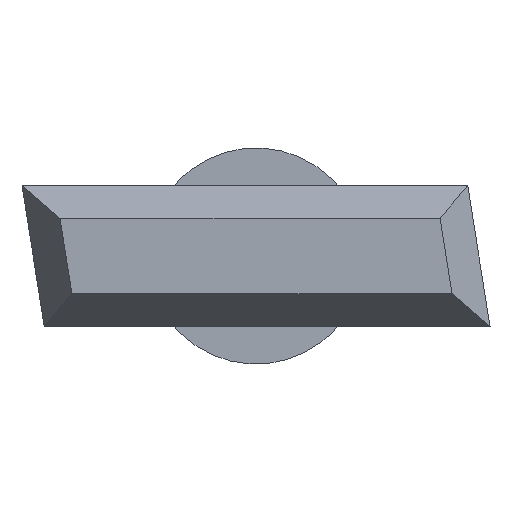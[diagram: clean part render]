
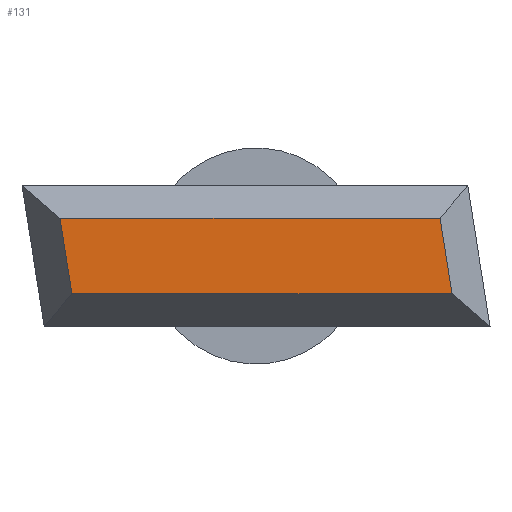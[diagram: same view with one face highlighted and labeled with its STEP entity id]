
A CAD part, front view. The second image highlights one B-rep face of the part: STEP entity #131.
In plain terms, the highlighted planar face has unit normal (0, -1, 0).
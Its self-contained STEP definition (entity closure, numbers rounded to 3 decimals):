
#20 = EDGE_LOOP ( 'NONE', ( #1409, #538, #547, #456 ) ) ;
#28 = CARTESIAN_POINT ( 'NONE',  ( 0., 0., 0. ) ) ;
#72 = EDGE_CURVE ( 'NONE', #818, #1278, #1094, .T. ) ;
#81 = DIRECTION ( 'NONE',  ( -1., 0., 0. ) ) ;
#131 = ADVANCED_FACE ( 'NONE', ( #1448 ), #629, .F. ) ;
#144 = CARTESIAN_POINT ( 'NONE',  ( -7.429, 0., -64.108 ) ) ;
#277 = VECTOR ( 'NONE', #1114, 1000. ) ;
#399 = VECTOR ( 'NONE', #1305, 1000. ) ;
#417 = LINE ( 'NONE', #1258, #654 ) ;
#437 = EDGE_CURVE ( 'NONE', #1278, #604, #739, .T. ) ;
#456 = ORIENTED_EDGE ( 'NONE', *, *, #437, .F. ) ;
#538 = ORIENTED_EDGE ( 'NONE', *, *, #977, .F. ) ;
#547 = ORIENTED_EDGE ( 'NONE', *, *, #1145, .T. ) ;
#564 = VERTEX_POINT ( 'NONE', #1508 ) ;
#604 = VERTEX_POINT ( 'NONE', #779 ) ;
#629 = PLANE ( 'NONE',  #700 ) ;
#654 = VECTOR ( 'NONE', #81, 1000. ) ;
#700 = AXIS2_PLACEMENT_3D ( 'NONE', #28, #963, #725 ) ;
#725 = DIRECTION ( 'NONE',  ( 0., 0., 1. ) ) ;
#739 = LINE ( 'NONE', #968, #277 ) ;
#779 = CARTESIAN_POINT ( 'NONE',  ( 17.029, 0., 3.5 ) ) ;
#818 = VERTEX_POINT ( 'NONE', #862 ) ;
#862 = CARTESIAN_POINT ( 'NONE',  ( -17.029, 0., -3.5 ) ) ;
#928 = LINE ( 'NONE', #1399, #399 ) ;
#963 = DIRECTION ( 'NONE',  ( 0., 1., 0. ) ) ;
#968 = CARTESIAN_POINT ( 'NONE',  ( 0., 0., 3.5 ) ) ;
#977 = EDGE_CURVE ( 'NONE', #564, #818, #417, .T. ) ;
#1075 = DIRECTION ( 'NONE',  ( -0.156, 0., 0.988 ) ) ;
#1094 = LINE ( 'NONE', #144, #1234 ) ;
#1114 = DIRECTION ( 'NONE',  ( 1., 0., 0. ) ) ;
#1145 = EDGE_CURVE ( 'NONE', #564, #604, #928, .T. ) ;
#1213 = CARTESIAN_POINT ( 'NONE',  ( -18.137, 0., 3.5 ) ) ;
#1234 = VECTOR ( 'NONE', #1075, 1000. ) ;
#1258 = CARTESIAN_POINT ( 'NONE',  ( 85.864, 0., -3.5 ) ) ;
#1278 = VERTEX_POINT ( 'NONE', #1213 ) ;
#1305 = DIRECTION ( 'NONE',  ( -0.156, 0., 0.988 ) ) ;
#1399 = CARTESIAN_POINT ( 'NONE',  ( 27.139, 0., -60.332 ) ) ;
#1409 = ORIENTED_EDGE ( 'NONE', *, *, #72, .F. ) ;
#1448 = FACE_OUTER_BOUND ( 'NONE', #20, .T. ) ;
#1508 = CARTESIAN_POINT ( 'NONE',  ( 18.137, 0., -3.5 ) ) ;
